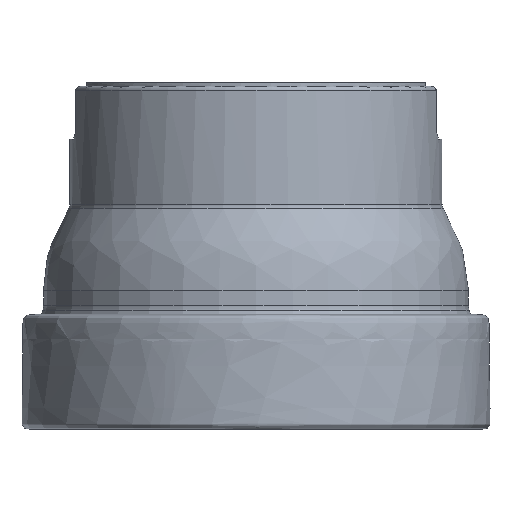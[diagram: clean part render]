
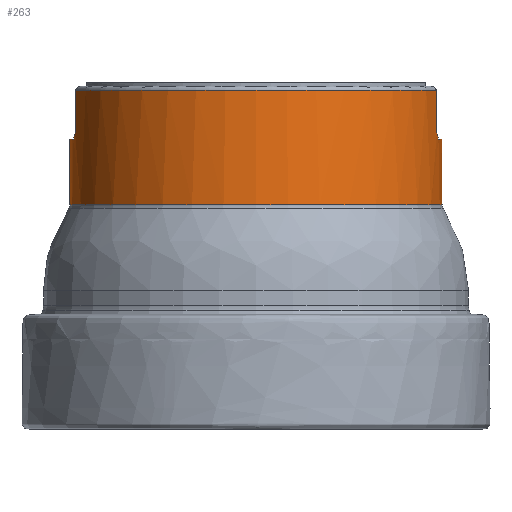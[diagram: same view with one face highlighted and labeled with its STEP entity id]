
A CAD part, left-side view. The second image highlights one B-rep face of the part: STEP entity #263.
In plain terms, the highlighted cylindrical face has radius 21.5 mm (diameter 43 mm), a full revolution.
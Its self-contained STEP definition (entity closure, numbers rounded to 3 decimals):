
#100=LINE('',#1476,#128);
#101=LINE('',#1484,#129);
#102=LINE('',#1489,#130);
#103=LINE('',#1497,#131);
#128=VECTOR('',#1155,1.);
#129=VECTOR('',#1162,1.);
#130=VECTOR('',#1167,1.);
#131=VECTOR('',#1174,1.);
#156=ELLIPSE('',#988,30.406,21.5);
#157=ELLIPSE('',#989,30.406,21.5);
#158=ELLIPSE('',#990,30.406,21.5);
#159=ELLIPSE('',#992,30.406,21.5);
#160=ELLIPSE('',#993,30.406,21.5);
#161=ELLIPSE('',#994,30.406,21.5);
#162=ELLIPSE('',#995,30.406,21.5);
#163=ELLIPSE('',#997,30.406,21.5);
#173=CYLINDRICAL_SURFACE('',#999,21.5);
#263=ADVANCED_FACE('CN_SU1',(#340,#341),#173,.T.);
#340=FACE_BOUND('',#397,.T.);
#341=FACE_BOUND('',#398,.T.);
#397=EDGE_LOOP('',(#481,#482,#483,#484,#485,#486,#487,#488,#489,#490,#491,
#492,#493,#494,#495,#496));
#398=EDGE_LOOP('',(#497));
#481=ORIENTED_EDGE('',*,*,#739,.T.);
#482=ORIENTED_EDGE('',*,*,#721,.T.);
#483=ORIENTED_EDGE('',*,*,#740,.T.);
#484=ORIENTED_EDGE('',*,*,#741,.F.);
#485=ORIENTED_EDGE('',*,*,#742,.F.);
#486=ORIENTED_EDGE('',*,*,#743,.T.);
#487=ORIENTED_EDGE('',*,*,#744,.F.);
#488=ORIENTED_EDGE('',*,*,#745,.F.);
#489=ORIENTED_EDGE('',*,*,#746,.T.);
#490=ORIENTED_EDGE('',*,*,#725,.T.);
#491=ORIENTED_EDGE('',*,*,#747,.T.);
#492=ORIENTED_EDGE('',*,*,#748,.F.);
#493=ORIENTED_EDGE('',*,*,#749,.F.);
#494=ORIENTED_EDGE('',*,*,#750,.T.);
#495=ORIENTED_EDGE('',*,*,#751,.F.);
#496=ORIENTED_EDGE('',*,*,#752,.F.);
#497=ORIENTED_EDGE('',*,*,#753,.F.);
#644=VERTEX_POINT('',#1372);
#646=VERTEX_POINT('',#1391);
#648=VERTEX_POINT('',#1411);
#650=VERTEX_POINT('',#1430);
#664=VERTEX_POINT('',#1473);
#665=VERTEX_POINT('',#1475);
#666=VERTEX_POINT('',#1477);
#667=VERTEX_POINT('',#1479);
#668=VERTEX_POINT('',#1481);
#669=VERTEX_POINT('',#1483);
#670=VERTEX_POINT('',#1485);
#671=VERTEX_POINT('',#1488);
#672=VERTEX_POINT('',#1490);
#673=VERTEX_POINT('',#1492);
#674=VERTEX_POINT('',#1494);
#675=VERTEX_POINT('',#1496);
#676=VERTEX_POINT('',#1499);
#721=EDGE_CURVE('',#644,#646,#817,.T.);
#725=EDGE_CURVE('',#648,#650,#819,.T.);
#739=EDGE_CURVE('',#664,#644,#156,.T.);
#740=EDGE_CURVE('',#646,#665,#157,.T.);
#741=EDGE_CURVE('',#666,#665,#100,.T.);
#742=EDGE_CURVE('',#667,#666,#158,.T.);
#743=EDGE_CURVE('',#667,#668,#833,.T.);
#744=EDGE_CURVE('',#669,#668,#159,.T.);
#745=EDGE_CURVE('',#670,#669,#101,.T.);
#746=EDGE_CURVE('',#670,#648,#160,.T.);
#747=EDGE_CURVE('',#650,#671,#161,.T.);
#748=EDGE_CURVE('',#672,#671,#102,.T.);
#749=EDGE_CURVE('',#673,#672,#162,.T.);
#750=EDGE_CURVE('',#673,#674,#834,.T.);
#751=EDGE_CURVE('',#675,#674,#163,.T.);
#752=EDGE_CURVE('',#664,#675,#103,.T.);
#753=EDGE_CURVE('',#676,#676,#835,.T.);
#817=CIRCLE('',#957,21.5);
#819=CIRCLE('',#960,21.5);
#833=CIRCLE('',#991,21.5);
#834=CIRCLE('',#996,21.5);
#835=CIRCLE('',#998,21.5);
#957=AXIS2_PLACEMENT_3D('',#1392,#1089,#1090);
#960=AXIS2_PLACEMENT_3D('',#1431,#1095,#1096);
#988=AXIS2_PLACEMENT_3D('',#1472,#1151,#1152);
#989=AXIS2_PLACEMENT_3D('',#1474,#1153,#1154);
#990=AXIS2_PLACEMENT_3D('',#1478,#1156,#1157);
#991=AXIS2_PLACEMENT_3D('',#1480,#1158,#1159);
#992=AXIS2_PLACEMENT_3D('',#1482,#1160,#1161);
#993=AXIS2_PLACEMENT_3D('',#1486,#1163,#1164);
#994=AXIS2_PLACEMENT_3D('',#1487,#1165,#1166);
#995=AXIS2_PLACEMENT_3D('',#1491,#1168,#1169);
#996=AXIS2_PLACEMENT_3D('',#1493,#1170,#1171);
#997=AXIS2_PLACEMENT_3D('',#1495,#1172,#1173);
#998=AXIS2_PLACEMENT_3D('',#1498,#1175,#1176);
#999=AXIS2_PLACEMENT_3D('',#1500,#1177,#1178);
#1089=DIRECTION('',(0.,0.,-1.));
#1090=DIRECTION('',(-0.173,0.985,0.));
#1095=DIRECTION('',(0.,0.,-1.));
#1096=DIRECTION('',(-0.173,0.985,0.));
#1151=DIRECTION('',(-0.707,0.,-0.707));
#1152=DIRECTION('',(0.707,0.,-0.707));
#1153=DIRECTION('',(-0.707,0.,-0.707));
#1154=DIRECTION('',(0.707,0.,-0.707));
#1155=DIRECTION('',(0.,0.,1.));
#1156=DIRECTION('',(0.707,0.,0.707));
#1157=DIRECTION('',(0.707,0.,-0.707));
#1158=DIRECTION('',(0.,0.,-1.));
#1159=DIRECTION('',(0.173,-0.985,0.));
#1160=DIRECTION('',(-0.707,0.,0.707));
#1161=DIRECTION('',(-0.707,0.,-0.707));
#1162=DIRECTION('',(0.,0.,-1.));
#1163=DIRECTION('',(0.707,0.,-0.707));
#1164=DIRECTION('',(-0.707,0.,-0.707));
#1165=DIRECTION('',(0.707,0.,-0.707));
#1166=DIRECTION('',(-0.707,0.,-0.707));
#1167=DIRECTION('',(0.,0.,1.));
#1168=DIRECTION('',(-0.707,0.,0.707));
#1169=DIRECTION('',(-0.707,0.,-0.707));
#1170=DIRECTION('',(0.,0.,-1.));
#1171=DIRECTION('',(0.173,-0.985,0.));
#1172=DIRECTION('',(0.707,0.,0.707));
#1173=DIRECTION('',(0.707,0.,-0.707));
#1174=DIRECTION('',(0.,0.,-1.));
#1175=DIRECTION('',(0.,0.,-1.));
#1176=DIRECTION('',(-0.173,0.985,0.));
#1177=DIRECTION('',(0.,0.,-1.));
#1178=DIRECTION('',(-0.173,0.985,0.));
#1372=CARTESIAN_POINT('',(-5.427,-20.804,-0.9));
#1391=CARTESIAN_POINT('',(-5.428,20.804,-0.9));
#1392=CARTESIAN_POINT('',(0.,0.,
-0.9));
#1411=CARTESIAN_POINT('',(5.428,20.804,-0.9));
#1430=CARTESIAN_POINT('',(5.428,-20.804,-0.9));
#1431=CARTESIAN_POINT('',(0.,0.,
-0.9));
#1472=CARTESIAN_POINT('',(0.,0.,
-6.328));
#1473=CARTESIAN_POINT('',(-5.227,-20.855,-1.1));
#1474=CARTESIAN_POINT('',(0.,0.,
-6.328));
#1475=CARTESIAN_POINT('',(-5.227,20.855,-1.1));
#1476=CARTESIAN_POINT('',(-5.227,20.855,25.662));
#1477=CARTESIAN_POINT('',(-5.228,20.855,-5.75));
#1478=CARTESIAN_POINT('',(0.,0.,
-10.978));
#1479=CARTESIAN_POINT('',(-4.427,21.039,-6.55));
#1480=CARTESIAN_POINT('',(0.,0.,
-6.55));
#1481=CARTESIAN_POINT('',(4.428,21.039,-6.55));
#1482=CARTESIAN_POINT('',(0.,0.,
-10.978));
#1483=CARTESIAN_POINT('',(5.228,20.855,-5.75));
#1484=CARTESIAN_POINT('',(5.228,20.855,25.662));
#1485=CARTESIAN_POINT('',(5.228,20.855,-1.1));
#1486=CARTESIAN_POINT('',(0.,0.,
-6.328));
#1487=CARTESIAN_POINT('',(0.,0.,
-6.328));
#1488=CARTESIAN_POINT('',(5.228,-20.855,-1.1));
#1489=CARTESIAN_POINT('',(5.228,-20.855,25.662));
#1490=CARTESIAN_POINT('',(5.228,-20.855,-5.75));
#1491=CARTESIAN_POINT('',(0.,0.,
-10.978));
#1492=CARTESIAN_POINT('',(4.428,-21.039,-6.55));
#1493=CARTESIAN_POINT('',(0.,0.,
-6.55));
#1494=CARTESIAN_POINT('',(-4.427,-21.039,-6.55));
#1495=CARTESIAN_POINT('',(0.,0.,
-10.978));
#1496=CARTESIAN_POINT('',(-5.227,-20.855,-5.75));
#1497=CARTESIAN_POINT('',(-5.227,-20.855,25.662));
#1498=CARTESIAN_POINT('',(0.,0.,
-14.1));
#1499=CARTESIAN_POINT('',(-3.715,21.177,-14.1));
#1500=CARTESIAN_POINT('',(0.,0.,
25.662));
